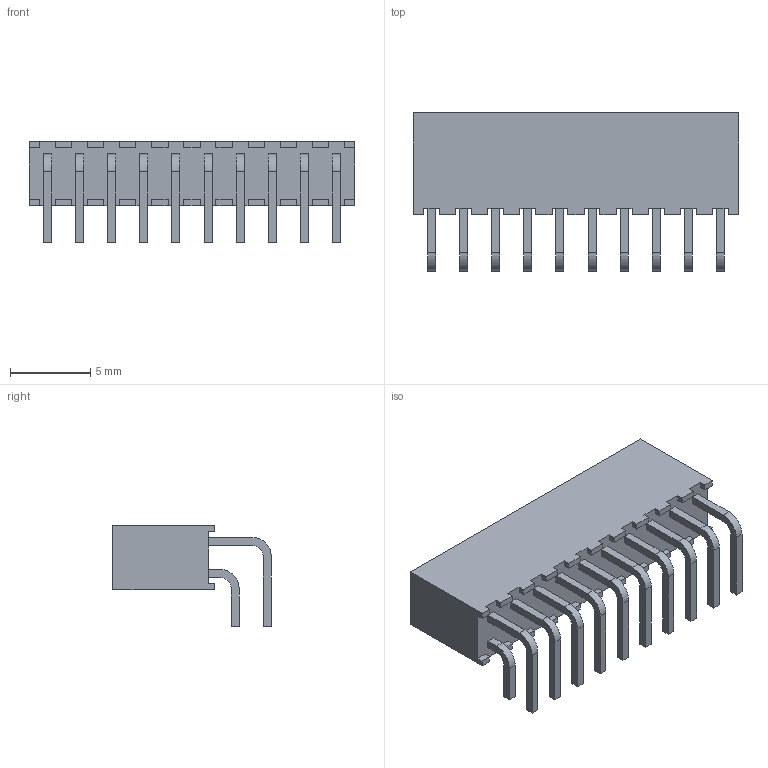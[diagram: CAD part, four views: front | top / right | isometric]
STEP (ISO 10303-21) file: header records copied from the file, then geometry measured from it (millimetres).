
FILE_DESCRIPTION((''),'2;1');
FILE_NAME('SAMTEC_SQT-110-01-L-D-RA.stp','2011-08-23T09:45:24',(''),(''),'Mechanical Desktop 2011','Mechanical Desktop 2011',', , ');
FILE_SCHEMA(('AUTOMOTIVE_DESIGN { 1 2 10303 214 1 1 1 1 }'));
Length unit declared in the file: millimetre
Products named in the file (1): Product
Bounding box: 20.3 x 9.87 x 6.29 mm (x, y, z)
Volume: 513.7 mm3; surface area: 759.1 mm2
Topology: 21 solids, 21 shells, 390 faces, 984 edges, 656 vertices
Faces by surface type: plane 350, cylinder 40
Entity records: 11560 total; most frequent: CARTESIAN_POINT 2031, ORIENTED_EDGE 1968, DIRECTION 1846, EDGE_CURVE 984, VECTOR 904, LINE 904, VERTEX_POINT 656, AXIS2_PLACEMENT_3D 471
